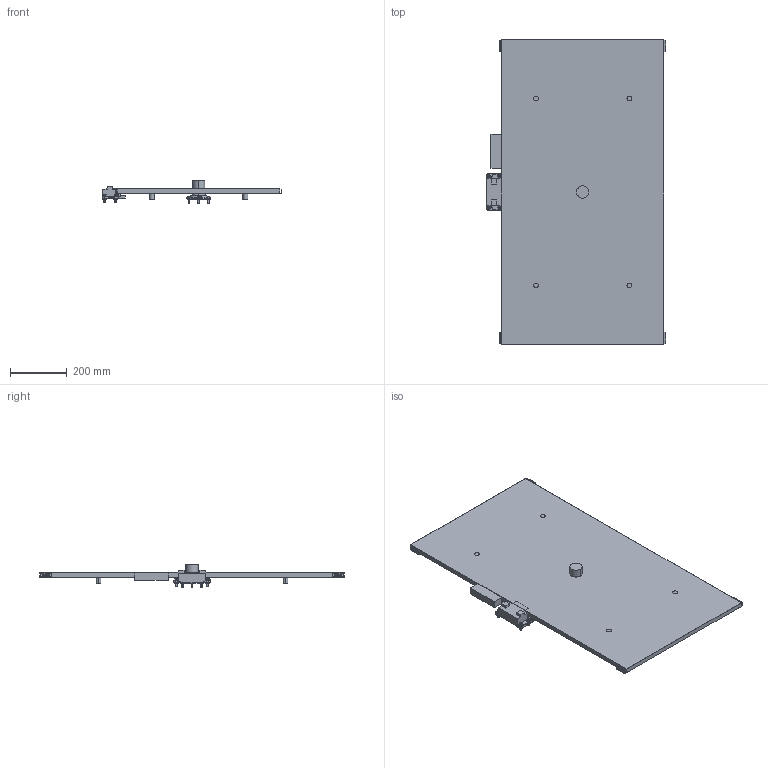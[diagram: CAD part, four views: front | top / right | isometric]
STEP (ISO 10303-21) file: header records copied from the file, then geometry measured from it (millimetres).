
FILE_DESCRIPTION(('STEP AP214'),'1');
FILE_NAME('Sparkwing 1070x570mm 1Panel 19s SA Stowed STEP.stp','2022-01-07T13:00:33',(' '),(' '),'Spatial InterOp 3D',' ',' ');
FILE_SCHEMA(('AUTOMOTIVE_DESIGN { 1 0 10303 214 1 1 1 1 }'));
Length unit declared in the file: metre
Products named in the file (19): HDRS_FASTENERS; DIN65209 - 06M; LN29950-0623B; HDRS; Thermal Washer HD; HD bracket; Sparkwing 1070x570mm 1Panel 19s SA Stowed STEP; Roothinge Interface Bolts and Washers; DIN65209 - 06M2; LN29950-0623B2; R19190-002; R20090-045; R20090-046; Roothinge Stowed; Roothinge Stowed Geometry; Panels; Harness; Snubbers; Suspension brackets
Assembly tree (39 placements, depth 4):
  Sparkwing 1070x570mm 1Panel 19s SA Stowed STEP
    HDRS
      HDRS_FASTENERS
        DIN65209 - 06M  x4
        LN29950-0623B  x4
      Thermal Washer HD
      HD bracket
    Roothinge Stowed
      Roothinge Interface Bolts and Washers
        DIN65209 - 06M2  x4
        LN29950-0623B2  x4
        R19190-002  x4
        R20090-045  x4
        R20090-046  x4
      Roothinge Stowed Geometry
    Panels
    Harness
    Snubbers
    Suspension brackets
Bounding box: 631 x 1070 x 83.5 mm (x, y, z)
Volume: 10277964.2 mm3; surface area: 2607157 mm2
Topology: 42 solids, 42 shells, 887 faces, 2199 edges, 1422 vertices
Faces by surface type: plane 446, cylinder 260, torus 99, cone 82
Entity records: 16943 total; most frequent: CARTESIAN_POINT 3045, DIRECTION 2936, ORIENTED_EDGE 2616, EDGE_CURVE 1308, AXIS2_PLACEMENT_3D 1101, VERTEX_POINT 843, LINE 734, VECTOR 734
